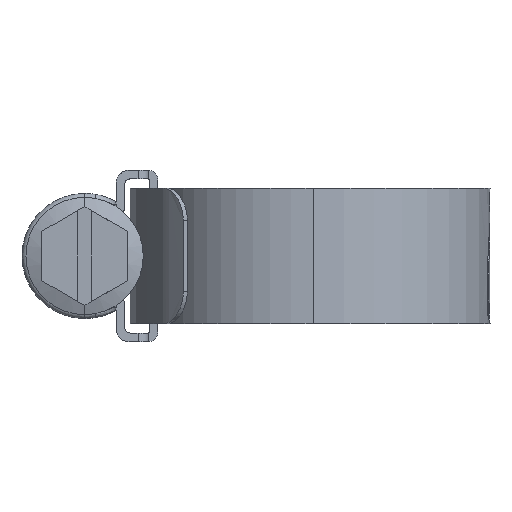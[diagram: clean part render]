
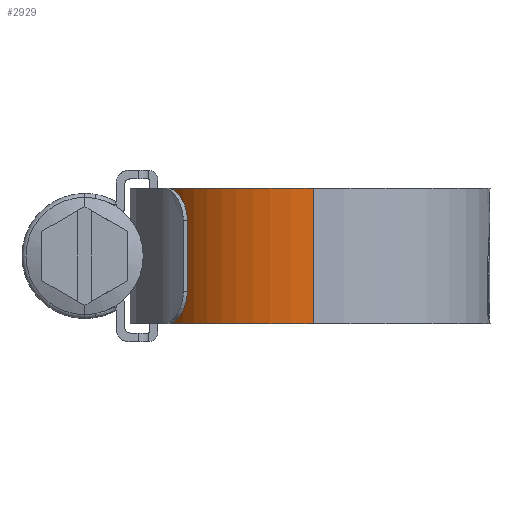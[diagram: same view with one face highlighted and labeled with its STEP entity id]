
A CAD part, left-side view. The second image highlights one B-rep face of the part: STEP entity #2929.
In plain terms, the highlighted free-form (B-spline) face has degree [3, 1] with [10, 2] control points.
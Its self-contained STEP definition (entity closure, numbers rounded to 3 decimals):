
#288 = CARTESIAN_POINT ( 'NONE',  ( -16.53, 0., -6.35 ) ) ;
#401 = EDGE_CURVE ( 'NONE', #3224, #1097, #5592, .T. ) ;
#580 = CARTESIAN_POINT ( 'NONE',  ( -8.546, 13.834, -6.35 ) ) ;
#706 = CARTESIAN_POINT ( 'NONE',  ( -11.439, 12.021, -6.35 ) ) ;
#796 = CARTESIAN_POINT ( 'NONE',  ( -4.966, 15.105, -6.35 ) ) ;
#1035 = CARTESIAN_POINT ( 'NONE',  ( -8.546, 13.834, 6.35 ) ) ;
#1057 = CARTESIAN_POINT ( 'NONE',  ( -6.869, 14.558, 6.35 ) ) ;
#1097 = VERTEX_POINT ( 'NONE', #3177 ) ;
#1117 = CARTESIAN_POINT ( 'NONE',  ( -12.653, 10.931, -6.35 ) ) ;
#1301 = B_SPLINE_SURFACE_WITH_KNOTS ( 'NONE', 3, 1, ( 
 ( #8249, #7554 ),
 ( #3661, #6913 ),
 ( #1035, #8293 ),
 ( #1713, #7046 ),
 ( #4993, #1117 ),
 ( #1670, #5035 ),
 ( #5597, #5641 ),
 ( #6298, #7692 ),
 ( #3001, #4216 ),
 ( #1753, #288 ) ),
 .UNSPECIFIED., .F., .F., .F.,
 ( 4, 2, 2, 2, 4 ),
 ( 2, 2 ),
 ( 0., 0.25, 0.5, 0.75, 1. ),
 ( 0., 1. ),
 .UNSPECIFIED. ) ;
#1670 = CARTESIAN_POINT ( 'NONE',  ( -14.598, 8.393, 6.35 ) ) ;
#1713 = CARTESIAN_POINT ( 'NONE',  ( -11.439, 12.021, 6.35 ) ) ;
#1753 = CARTESIAN_POINT ( 'NONE',  ( -16.53, 0., 6.35 ) ) ;
#1824 = CARTESIAN_POINT ( 'NONE',  ( -15.326, 6.945, -6.35 ) ) ;
#1855 = VECTOR ( 'NONE', #7074, 1000. ) ;
#1889 = EDGE_CURVE ( 'NONE', #5564, #2905, #5265, .T. ) ;
#2247 = CARTESIAN_POINT ( 'NONE',  ( -16.53, 1.94, 6.35 ) ) ;
#2255 = ORIENTED_EDGE ( 'NONE', *, *, #6588, .T. ) ;
#2288 = CARTESIAN_POINT ( 'NONE',  ( -16.53, 0., 6.35 ) ) ;
#2424 = CARTESIAN_POINT ( 'NONE',  ( -4.966, 15.105, 6.35 ) ) ;
#2880 = VECTOR ( 'NONE', #4773, 1000. ) ;
#2905 = VERTEX_POINT ( 'NONE', #4907 ) ;
#2929 = ADVANCED_FACE ( 'NONE', ( #3612 ), #1301, .F. ) ;
#2941 = CARTESIAN_POINT ( 'NONE',  ( -15.326, 6.945, 6.35 ) ) ;
#3001 = CARTESIAN_POINT ( 'NONE',  ( -16.53, 1.94, 6.35 ) ) ;
#3116 = CARTESIAN_POINT ( 'NONE',  ( -11.439, 12.021, 6.35 ) ) ;
#3121 = ORIENTED_EDGE ( 'NONE', *, *, #1889, .T. ) ;
#3177 = CARTESIAN_POINT ( 'NONE',  ( -16.53, 0., 6.35 ) ) ;
#3224 = VERTEX_POINT ( 'NONE', #2424 ) ;
#3612 = FACE_OUTER_BOUND ( 'NONE', #6883, .T. ) ;
#3661 = CARTESIAN_POINT ( 'NONE',  ( -6.869, 14.558, 6.35 ) ) ;
#3683 = CARTESIAN_POINT ( 'NONE',  ( -4.966, 15.105, 6.35 ) ) ;
#3731 = CARTESIAN_POINT ( 'NONE',  ( -16.53, 0., 6.35 ) ) ;
#3937 = CARTESIAN_POINT ( 'NONE',  ( -14.598, 8.393, -6.35 ) ) ;
#4084 = EDGE_CURVE ( 'NONE', #1097, #2905, #5583, .T. ) ;
#4211 = CARTESIAN_POINT ( 'NONE',  ( -4.966, 15.105, 6.35 ) ) ;
#4216 = CARTESIAN_POINT ( 'NONE',  ( -16.53, 1.94, -6.35 ) ) ;
#4773 = DIRECTION ( 'NONE',  ( 0., 0., -1. ) ) ;
#4907 = CARTESIAN_POINT ( 'NONE',  ( -16.53, 0., -6.35 ) ) ;
#4993 = CARTESIAN_POINT ( 'NONE',  ( -12.653, 10.931, 6.35 ) ) ;
#5035 = CARTESIAN_POINT ( 'NONE',  ( -14.598, 8.393, -6.35 ) ) ;
#5124 = ORIENTED_EDGE ( 'NONE', *, *, #4084, .F. ) ;
#5155 = CARTESIAN_POINT ( 'NONE',  ( -16.53, 0., -6.35 ) ) ;
#5265 = B_SPLINE_CURVE_WITH_KNOTS ( 'NONE', 3,
 ( #5887, #5277, #580, #706, #7196, #3937, #1824, #7241, #7157, #5155 ),
 .UNSPECIFIED., .F., .F.,
 ( 4, 2, 2, 2, 4 ),
 ( 0., 0.25, 0.5, 0.75, 1. ),
 .UNSPECIFIED. ) ;
#5277 = CARTESIAN_POINT ( 'NONE',  ( -6.869, 14.558, -6.35 ) ) ;
#5336 = LINE ( 'NONE', #4211, #2880 ) ;
#5564 = VERTEX_POINT ( 'NONE', #796 ) ;
#5583 = LINE ( 'NONE', #3731, #1855 ) ;
#5592 = B_SPLINE_CURVE_WITH_KNOTS ( 'NONE', 3,
 ( #3683, #1057, #5708, #3116, #8270, #6321, #2941, #7581, #2247, #2288 ),
 .UNSPECIFIED., .F., .F.,
 ( 4, 2, 2, 2, 4 ),
 ( 0., 0.25, 0.5, 0.75, 1. ),
 .UNSPECIFIED. ) ;
#5597 = CARTESIAN_POINT ( 'NONE',  ( -15.326, 6.945, 6.35 ) ) ;
#5641 = CARTESIAN_POINT ( 'NONE',  ( -15.326, 6.945, -6.35 ) ) ;
#5708 = CARTESIAN_POINT ( 'NONE',  ( -8.546, 13.834, 6.35 ) ) ;
#5887 = CARTESIAN_POINT ( 'NONE',  ( -4.966, 15.105, -6.35 ) ) ;
#6298 = CARTESIAN_POINT ( 'NONE',  ( -16.292, 3.719, 6.35 ) ) ;
#6321 = CARTESIAN_POINT ( 'NONE',  ( -14.598, 8.393, 6.35 ) ) ;
#6588 = EDGE_CURVE ( 'NONE', #3224, #5564, #5336, .T. ) ;
#6883 = EDGE_LOOP ( 'NONE', ( #3121, #5124, #7679, #2255 ) ) ;
#6913 = CARTESIAN_POINT ( 'NONE',  ( -6.869, 14.558, -6.35 ) ) ;
#7046 = CARTESIAN_POINT ( 'NONE',  ( -11.439, 12.021, -6.35 ) ) ;
#7074 = DIRECTION ( 'NONE',  ( 0., 0., -1. ) ) ;
#7157 = CARTESIAN_POINT ( 'NONE',  ( -16.53, 1.94, -6.35 ) ) ;
#7196 = CARTESIAN_POINT ( 'NONE',  ( -12.653, 10.931, -6.35 ) ) ;
#7241 = CARTESIAN_POINT ( 'NONE',  ( -16.292, 3.719, -6.35 ) ) ;
#7554 = CARTESIAN_POINT ( 'NONE',  ( -4.966, 15.105, -6.35 ) ) ;
#7581 = CARTESIAN_POINT ( 'NONE',  ( -16.292, 3.719, 6.35 ) ) ;
#7679 = ORIENTED_EDGE ( 'NONE', *, *, #401, .F. ) ;
#7692 = CARTESIAN_POINT ( 'NONE',  ( -16.292, 3.719, -6.35 ) ) ;
#8249 = CARTESIAN_POINT ( 'NONE',  ( -4.966, 15.105, 6.35 ) ) ;
#8270 = CARTESIAN_POINT ( 'NONE',  ( -12.653, 10.931, 6.35 ) ) ;
#8293 = CARTESIAN_POINT ( 'NONE',  ( -8.546, 13.834, -6.35 ) ) ;
